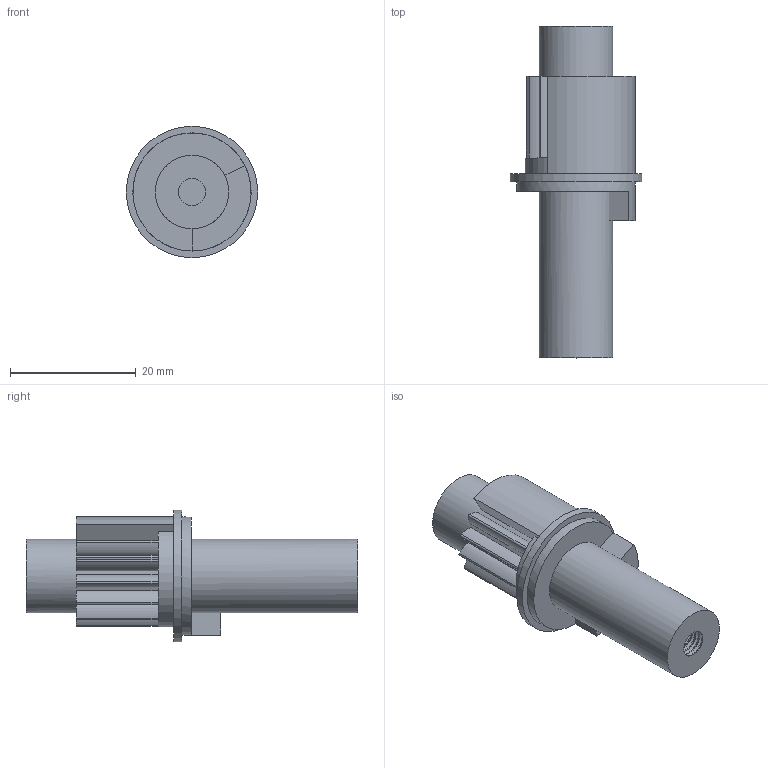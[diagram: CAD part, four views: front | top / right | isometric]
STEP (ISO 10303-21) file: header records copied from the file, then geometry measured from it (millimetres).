
FILE_DESCRIPTION(/* description */ ('STEP AP242','CAx-IF Rec.Pracs.---Representation and Presentation of Product Manufacturing Information (PMI)---4.0---2014-10-13','CAx-IF Rec.Pracs.---3D Tessellated Geometry---0.4---2014-09-14','2;1'),/* implementation_level */ '2;1');
FILE_NAME(/* name */ '622d0e2ddce00a221ce61298',/* time_stamp */ '2022-03-12T21:18:38+00:00',/* author */ (''),/* organization */ (''),/* preprocessor_version */ 'ST-DEVELOPER v18.101',/* originating_system */ ' ',/* authorisation */ ' ');
FILE_SCHEMA (('AP242_MANAGED_MODEL_BASED_3D_ENGINEERING_MIM_LF { 1 0 10303 442 1 1 4 }'));
Length unit declared in the file: metre
Products named in the file (1): Part 1
Bounding box: 20.9 x 52.8 x 20.9 mm (x, y, z)
Volume: 7557.7 mm3; surface area: 3752.2 mm2
Topology: 1 solids, 1 shells, 126 faces, 343 edges, 223 vertices
Faces by surface type: cylinder 51, cone 34, plane 23, bspline 18
Full cylindrical faces by diameter (mm): 4.3 x18, 5 x17, 5.5 x1, 11.7 x2, 18.8 x1, 20.9 x1
Entity records: 5284 total; most frequent: CARTESIAN_POINT 2761, DIRECTION 520, ORIENTED_EDGE 430, AXIS2_PLACEMENT_3D 232, EDGE_CURVE 215, EDGE_LOOP 204, FACE_BOUND 204, VERTEX_POINT 169
